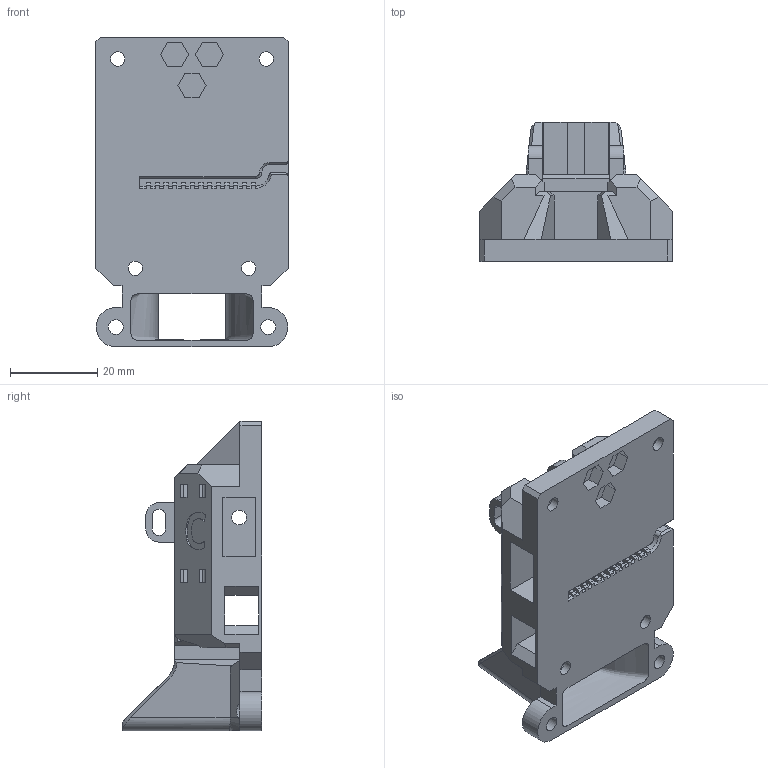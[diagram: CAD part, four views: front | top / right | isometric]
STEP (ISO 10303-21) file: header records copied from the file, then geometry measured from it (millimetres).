
FILE_DESCRIPTION(/* description */ ('STEP AP242','CAx-IF Rec.Pracs.---Representation and Presentation of Product Manufacturing Information (PMI)---4.0---2014-10-13','CAx-IF Rec.Pracs.---3D Tessellated Geometry---0.4---2014-09-14','2;1'),/* implementation_level */ '2;1');
FILE_NAME(/* name */ '61c8e418ba35702258734cb9',/* time_stamp */ '2021-12-26T21:52:26+00:00',/* author */ (''),/* organization */ (''),/* preprocessor_version */ 'ST-DEVELOPER v18.101',/* originating_system */ ' ',/* authorisation */ ' ');
FILE_SCHEMA (('AP242_MANAGED_MODEL_BASED_3D_ENGINEERING_MIM_LF { 1 0 10303 442 1 1 4 }'));
Length unit declared in the file: metre
Products named in the file (1): back_cartesian
Bounding box: 44.1 x 32 x 71 mm (x, y, z)
Volume: 32217.1 mm3; surface area: 16427.7 mm2
Topology: 1 solids, 1 shells, 365 faces, 1051 edges, 700 vertices
Faces by surface type: plane 293, cylinder 46, bspline 20, cone 4, torus 2
Full cylindrical faces by diameter (mm): 3.3 x7, 3.4 x3, 6 x1
Entity records: 12782 total; most frequent: CARTESIAN_POINT 3338, ORIENTED_EDGE 2060, DIRECTION 1738, EDGE_CURVE 1030, LINE 858, VECTOR 858, VERTEX_POINT 692, AXIS2_PLACEMENT_3D 440
